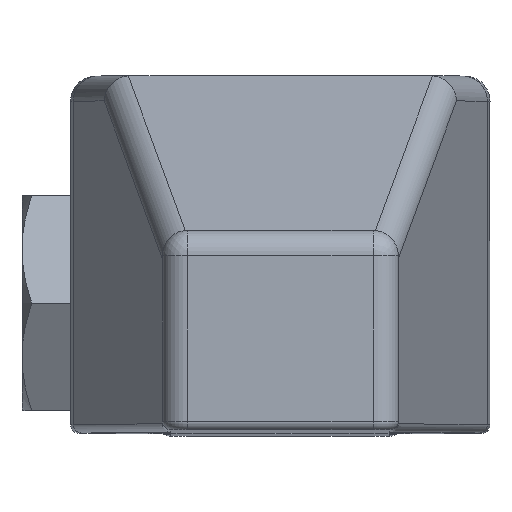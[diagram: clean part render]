
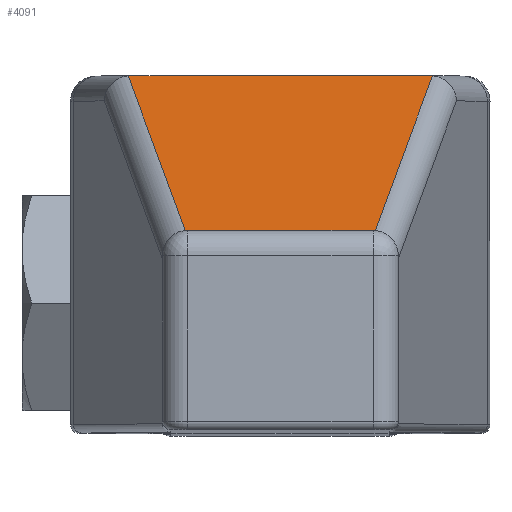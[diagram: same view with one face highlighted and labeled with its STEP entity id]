
A CAD part, top view. The second image highlights one B-rep face of the part: STEP entity #4091.
In plain terms, the highlighted planar face has unit normal (0, 0.906, 0.423).
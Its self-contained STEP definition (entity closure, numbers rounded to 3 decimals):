
#171=DIRECTION('',(-1.,0.,0.));
#172=VECTOR('',#171,18.186);
#173=CARTESIAN_POINT('',(9.093,21.59,13.102));
#174=LINE('',#173,#172);
#1867=CARTESIAN_POINT('',(9.202,21.586,13.11));
#1868=CARTESIAN_POINT('',(9.166,21.589,13.104));
#1869=CARTESIAN_POINT('',(9.13,21.59,13.102));
#1870=CARTESIAN_POINT('',(9.093,21.59,13.102));
#1875=CARTESIAN_POINT('',(5.701,12.062,33.533));
#1876=CARTESIAN_POINT('',(5.672,12.064,33.53));
#1877=CARTESIAN_POINT('',(5.643,12.065,33.528));
#1878=CARTESIAN_POINT('',(5.614,12.065,33.528));
#1883=DIRECTION('',(-1.,0.,0.));
#1884=VECTOR('',#1883,11.227);
#1885=CARTESIAN_POINT('',(5.614,12.065,33.528));
#1886=LINE('',#1885,#1884);
#1890=CARTESIAN_POINT('',(-9.202,21.586,13.11));
#1891=CARTESIAN_POINT('',(-9.166,21.589,13.104));
#1892=CARTESIAN_POINT('',(-9.13,21.59,13.102));
#1893=CARTESIAN_POINT('',(-9.093,21.59,13.102));
#1985=DIRECTION('',(-0.154,-0.418,0.896));
#1986=VECTOR('',#1985,22.805);
#1987=CARTESIAN_POINT('',(9.202,21.586,13.11));
#1988=LINE('',#1987,#1986);
#2109=CARTESIAN_POINT('',(-5.701,12.062,33.533));
#2110=CARTESIAN_POINT('',(-5.672,12.064,33.53));
#2111=CARTESIAN_POINT('',(-5.643,12.065,33.528));
#2112=CARTESIAN_POINT('',(-5.614,12.065,33.528));
#2139=DIRECTION('',(-0.154,0.418,-0.896));
#2140=VECTOR('',#2139,22.805);
#2141=CARTESIAN_POINT('',(-5.701,12.062,33.533));
#2142=LINE('',#2141,#2140);
#2490=CARTESIAN_POINT('',(9.093,21.59,13.102));
#2491=VERTEX_POINT('',#2490);
#2494=VERTEX_POINT('',#1867);
#2498=CARTESIAN_POINT('',(5.701,12.062,33.533));
#2499=VERTEX_POINT('',#2498);
#2502=CARTESIAN_POINT('',(5.614,12.065,33.528));
#2504=VERTEX_POINT('',#2502);
#2516=CARTESIAN_POINT('',(-5.614,12.065,33.528));
#2517=VERTEX_POINT('',#2516);
#2522=CARTESIAN_POINT('',(-5.701,12.062,33.533));
#2523=CARTESIAN_POINT('',(-9.202,21.586,13.11));
#2524=VERTEX_POINT('',#2522);
#2525=VERTEX_POINT('',#2523);
#2527=CARTESIAN_POINT('',(-9.093,21.59,13.102));
#2529=VERTEX_POINT('',#2527);
#4070=CARTESIAN_POINT('',(15.247,12.065,33.528));
#4071=DIRECTION('',(0.,-0.906,-0.423));
#4072=DIRECTION('',(0.,0.423,-0.906));
#4073=AXIS2_PLACEMENT_3D('',#4070,#4071,#4072);
#4074=PLANE('',#4073);
#4076=ORIENTED_EDGE('',*,*,#4075,.F.);
#4078=ORIENTED_EDGE('',*,*,#4077,.T.);
#4080=ORIENTED_EDGE('',*,*,#4079,.T.);
#4082=ORIENTED_EDGE('',*,*,#4081,.T.);
#4084=ORIENTED_EDGE('',*,*,#4083,.F.);
#4086=ORIENTED_EDGE('',*,*,#4085,.T.);
#4087=ORIENTED_EDGE('',*,*,#4060,.T.);
#4088=ORIENTED_EDGE('',*,*,#2764,.F.);
#4089=EDGE_LOOP('',(#4076,#4078,#4080,#4082,#4084,#4086,#4087,#4088));
#4090=FACE_OUTER_BOUND('',#4089,.F.);
#1871=B_SPLINE_CURVE_WITH_KNOTS('',3,(#1867,#1868,#1869,#1870),.UNSPECIFIED.,
.F.,.F.,(4,4),(0.,1.),.UNSPECIFIED.);
#1879=B_SPLINE_CURVE_WITH_KNOTS('',3,(#1875,#1876,#1877,#1878),.UNSPECIFIED.,
.F.,.F.,(4,4),(0.,1.),.UNSPECIFIED.);
#1894=B_SPLINE_CURVE_WITH_KNOTS('',3,(#1890,#1891,#1892,#1893),.UNSPECIFIED.,
.F.,.F.,(4,4),(0.,1.),.UNSPECIFIED.);
#2113=B_SPLINE_CURVE_WITH_KNOTS('',3,(#2109,#2110,#2111,#2112),.UNSPECIFIED.,
.F.,.F.,(4,4),(0.,1.),.UNSPECIFIED.);
#2764=EDGE_CURVE('',#2491,#2529,#174,.T.);
#4060=EDGE_CURVE('',#2525,#2529,#1894,.T.);
#4075=EDGE_CURVE('',#2494,#2491,#1871,.T.);
#4077=EDGE_CURVE('',#2494,#2499,#1988,.T.);
#4079=EDGE_CURVE('',#2499,#2504,#1879,.T.);
#4081=EDGE_CURVE('',#2504,#2517,#1886,.T.);
#4083=EDGE_CURVE('',#2524,#2517,#2113,.T.);
#4085=EDGE_CURVE('',#2524,#2525,#2142,.T.);
#4091=ADVANCED_FACE('',(#4090),#4074,.F.);
